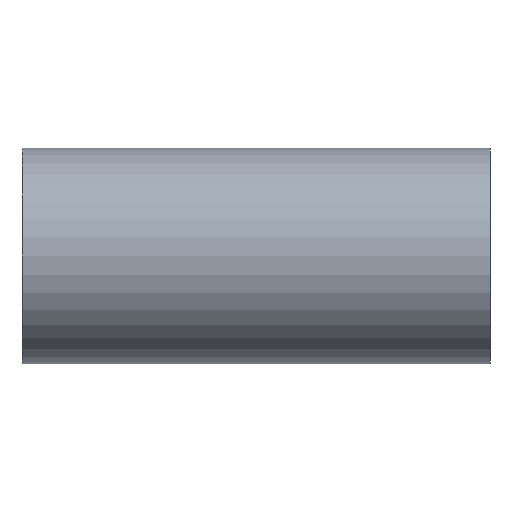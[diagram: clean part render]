
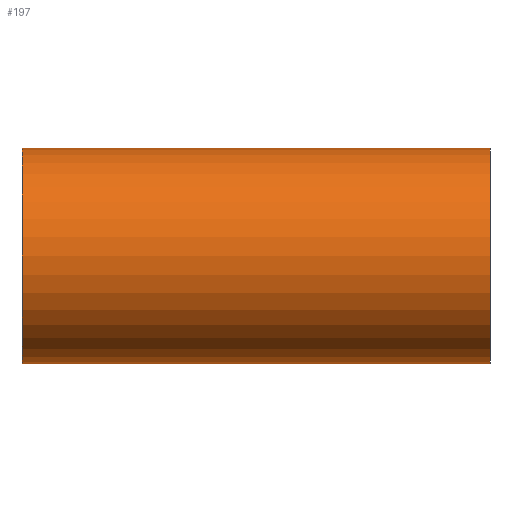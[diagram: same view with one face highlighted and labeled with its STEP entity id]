
A CAD part, left-side view. The second image highlights one B-rep face of the part: STEP entity #197.
In plain terms, the highlighted cylindrical face has radius 57.5 mm (diameter 115 mm), a partial arc.
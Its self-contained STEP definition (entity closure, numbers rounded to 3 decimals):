
#5 = CARTESIAN_POINT ( 'NONE',  ( 0., 250., -57.5 ) ) ;
#13 = DIRECTION ( 'NONE',  ( 0., 1., 0. ) ) ;
#84 = VERTEX_POINT ( 'NONE', #692 ) ;
#100 = LINE ( 'NONE', #338, #253 ) ;
#151 = ORIENTED_EDGE ( 'NONE', *, *, #594, .F. ) ;
#164 = AXIS2_PLACEMENT_3D ( 'NONE', #543, #13, #662 ) ;
#197 = ADVANCED_FACE ( 'NONE', ( #559 ), #742, .T. ) ;
#201 = EDGE_LOOP ( 'NONE', ( #284, #649, #313, #151 ) ) ;
#240 = CIRCLE ( 'NONE', #164, 57.5 ) ;
#253 = VECTOR ( 'NONE', #278, 1000. ) ;
#265 = VECTOR ( 'NONE', #634, 1000. ) ;
#278 = DIRECTION ( 'NONE',  ( 0., -1., 0. ) ) ;
#284 = ORIENTED_EDGE ( 'NONE', *, *, #519, .F. ) ;
#293 = DIRECTION ( 'NONE',  ( 0., -1., 0. ) ) ;
#313 = ORIENTED_EDGE ( 'NONE', *, *, #431, .T. ) ;
#316 = EDGE_CURVE ( 'NONE', #626, #84, #240, .T. ) ;
#338 = CARTESIAN_POINT ( 'NONE',  ( 0., 250., -57.5 ) ) ;
#343 = VERTEX_POINT ( 'NONE', #731 ) ;
#400 = DIRECTION ( 'NONE',  ( 0., 0., -1. ) ) ;
#421 = LINE ( 'NONE', #646, #265 ) ;
#431 = EDGE_CURVE ( 'NONE', #626, #579, #100, .T. ) ;
#466 = CARTESIAN_POINT ( 'NONE',  ( 0., 0., 0. ) ) ;
#468 = CIRCLE ( 'NONE', #516, 57.5 ) ;
#495 = AXIS2_PLACEMENT_3D ( 'NONE', #511, #735, #400 ) ;
#511 = CARTESIAN_POINT ( 'NONE',  ( 0., 250., 0. ) ) ;
#516 = AXIS2_PLACEMENT_3D ( 'NONE', #466, #293, #690 ) ;
#519 = EDGE_CURVE ( 'NONE', #84, #343, #421, .T. ) ;
#543 = CARTESIAN_POINT ( 'NONE',  ( 0., 250., 0. ) ) ;
#559 = FACE_OUTER_BOUND ( 'NONE', #201, .T. ) ;
#579 = VERTEX_POINT ( 'NONE', #698 ) ;
#594 = EDGE_CURVE ( 'NONE', #343, #579, #468, .T. ) ;
#626 = VERTEX_POINT ( 'NONE', #5 ) ;
#634 = DIRECTION ( 'NONE',  ( 0., -1., 0. ) ) ;
#646 = CARTESIAN_POINT ( 'NONE',  ( 0., 250., 57.5 ) ) ;
#649 = ORIENTED_EDGE ( 'NONE', *, *, #316, .F. ) ;
#662 = DIRECTION ( 'NONE',  ( 0., 0., 1. ) ) ;
#690 = DIRECTION ( 'NONE',  ( 0., 0., 1. ) ) ;
#692 = CARTESIAN_POINT ( 'NONE',  ( 0., 250., 57.5 ) ) ;
#698 = CARTESIAN_POINT ( 'NONE',  ( 0., 0., -57.5 ) ) ;
#731 = CARTESIAN_POINT ( 'NONE',  ( 0., 0., 57.5 ) ) ;
#735 = DIRECTION ( 'NONE',  ( 0., -1., 0. ) ) ;
#742 = CYLINDRICAL_SURFACE ( 'NONE', #495, 57.5 ) ;
